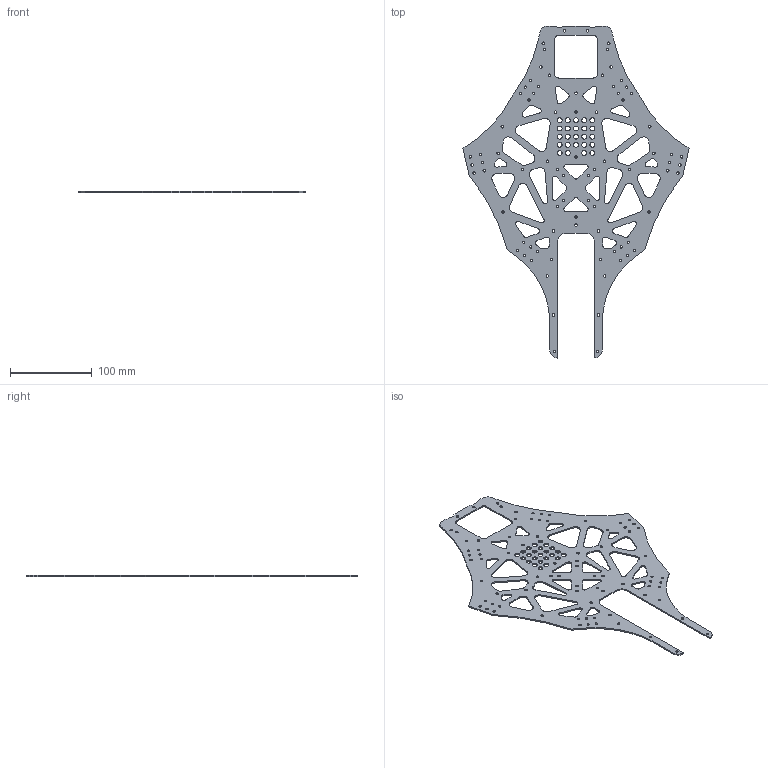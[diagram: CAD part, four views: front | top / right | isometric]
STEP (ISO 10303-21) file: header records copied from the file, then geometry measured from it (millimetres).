
FILE_DESCRIPTION(/* description */ (''),/* implementation_level */ '2;1');
FILE_NAME(/* name */ 'Scarab V3 Mid Plate.stp',/* time_stamp */ '2014-06-11T18:18:05-04:00',/* author */ (''),/* organization */ (''),/* preprocessor_version */ 'ST-DEVELOPER v11',/* originating_system */ 'SIEMENS PLM Software NX 7.5',/* authorisation */ '');
FILE_SCHEMA (('CONFIG_CONTROL_DESIGN'));
Length unit declared in the file: millimetre
Products named in the file (1): Gear93A00yr1
Bounding box: 275.94 x 404.99 x 1.6 mm (x, y, z)
Volume: 62209.6 mm3; surface area: 85456.2 mm2
Topology: 1 solids, 1 shells, 305 faces, 909 edges, 606 vertices
Faces by surface type: cylinder 207, plane 98
Full cylindrical faces by diameter (mm): 2.794 x24, 3 x35, 3.1 x22, 6 x24
Entity records: 10518 total; most frequent: DIRECTION 1830, CARTESIAN_POINT 1716, ORIENTED_EDGE 1608, EDGE_CURVE 804, AXIS2_PLACEMENT_3D 720, EDGE_LOOP 670, VERTEX_POINT 606, FACE_BOUND 472
